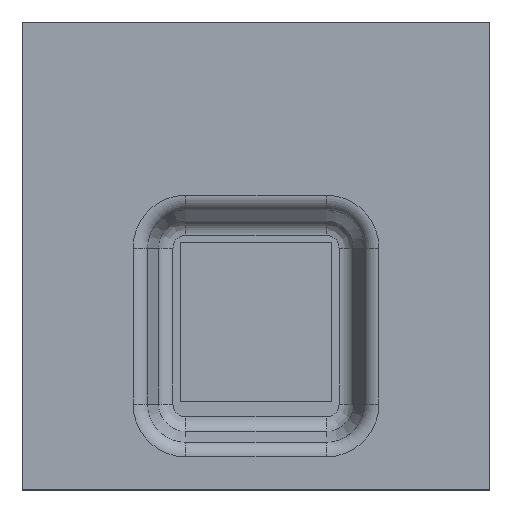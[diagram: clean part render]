
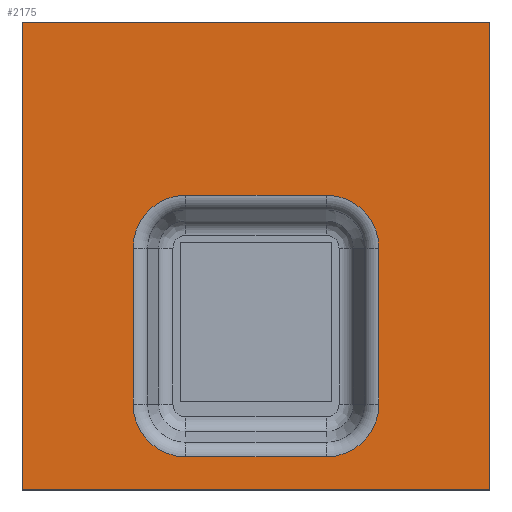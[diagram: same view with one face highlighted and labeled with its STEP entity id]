
A CAD part, top view. The second image highlights one B-rep face of the part: STEP entity #2175.
In plain terms, the highlighted face is planar.
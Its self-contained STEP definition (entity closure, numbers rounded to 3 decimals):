
#292=DIRECTION('',(0.,0.,1.));
#293=VECTOR('',#292,3.);
#294=CARTESIAN_POINT('',(-1.5,0.75,-1.5));
#295=LINE('',#294,#293);
#348=DIRECTION('',(-1.,0.,0.));
#349=VECTOR('',#348,3.);
#350=CARTESIAN_POINT('',(1.5,0.75,-1.5));
#351=LINE('',#350,#349);
#390=DIRECTION('',(0.,0.,-1.));
#391=VECTOR('',#390,3.);
#392=CARTESIAN_POINT('',(1.5,0.75,1.5));
#393=LINE('',#392,#391);
#425=DIRECTION('',(1.,0.,0.));
#426=VECTOR('',#425,3.);
#427=CARTESIAN_POINT('',(-1.5,0.75,1.5));
#428=LINE('',#427,#426);
#460=CARTESIAN_POINT('',(0.45,0.75,-0.05));
#461=DIRECTION('',(0.,1.,0.));
#462=DIRECTION('',(1.,0.,0.));
#463=AXIS2_PLACEMENT_3D('',#460,#461,#462);
#468=CARTESIAN_POINT('',(-0.45,0.75,-0.05));
#469=DIRECTION('',(0.,1.,0.));
#470=DIRECTION('',(0.,0.,-1.));
#471=AXIS2_PLACEMENT_3D('',#468,#469,#470);
#476=CARTESIAN_POINT('',(-0.45,0.75,0.95));
#477=DIRECTION('',(0.,1.,0.));
#478=DIRECTION('',(-1.,0.,0.));
#479=AXIS2_PLACEMENT_3D('',#476,#477,#478);
#484=CARTESIAN_POINT('',(0.45,0.75,0.95));
#485=DIRECTION('',(0.,1.,0.));
#486=DIRECTION('',(0.,0.,1.));
#487=AXIS2_PLACEMENT_3D('',#484,#485,#486);
#516=DIRECTION('',(0.,0.,1.));
#517=VECTOR('',#516,1.);
#518=CARTESIAN_POINT('',(0.789,0.75,-0.05));
#519=LINE('',#518,#517);
#554=DIRECTION('',(-1.,0.,0.));
#555=VECTOR('',#554,0.9);
#556=CARTESIAN_POINT('',(0.45,0.75,1.289));
#557=LINE('',#556,#555);
#592=DIRECTION('',(0.,0.,-1.));
#593=VECTOR('',#592,1.);
#594=CARTESIAN_POINT('',(-0.789,0.75,0.95));
#595=LINE('',#594,#593);
#630=DIRECTION('',(1.,0.,0.));
#631=VECTOR('',#630,0.9);
#632=CARTESIAN_POINT('',(-0.45,0.75,-0.389));
#633=LINE('',#632,#631);
#1710=CARTESIAN_POINT('',(-1.5,0.75,-1.5));
#1711=VERTEX_POINT('',#1710);
#1712=CARTESIAN_POINT('',(-1.5,0.75,1.5));
#1713=VERTEX_POINT('',#1712);
#1726=CARTESIAN_POINT('',(1.5,0.75,-1.5));
#1727=VERTEX_POINT('',#1726);
#1744=CARTESIAN_POINT('',(1.5,0.75,1.5));
#1745=VERTEX_POINT('',#1744);
#1774=CARTESIAN_POINT('',(0.789,0.75,-0.05));
#1775=CARTESIAN_POINT('',(0.45,0.75,-0.389));
#1776=VERTEX_POINT('',#1774);
#1777=VERTEX_POINT('',#1775);
#1778=CARTESIAN_POINT('',(-0.45,0.75,-0.389));
#1779=VERTEX_POINT('',#1778);
#1780=CARTESIAN_POINT('',(-0.789,0.75,-0.05));
#1781=VERTEX_POINT('',#1780);
#1782=CARTESIAN_POINT('',(-0.789,0.75,0.95));
#1783=VERTEX_POINT('',#1782);
#1784=CARTESIAN_POINT('',(-0.45,0.75,1.289));
#1785=VERTEX_POINT('',#1784);
#1786=CARTESIAN_POINT('',(0.45,0.75,1.289));
#1787=VERTEX_POINT('',#1786);
#1788=CARTESIAN_POINT('',(0.789,0.75,0.95));
#1789=VERTEX_POINT('',#1788);
#2146=CARTESIAN_POINT('',(0.,0.75,0.));
#2147=DIRECTION('',(0.,1.,0.));
#2148=DIRECTION('',(1.,0.,0.));
#2149=AXIS2_PLACEMENT_3D('',#2146,#2147,#2148);
#2150=PLANE('',#2149);
#2151=ORIENTED_EDGE('',*,*,#2016,.F.);
#2152=ORIENTED_EDGE('',*,*,#2052,.F.);
#2153=ORIENTED_EDGE('',*,*,#2086,.F.);
#2154=ORIENTED_EDGE('',*,*,#2120,.F.);
#2155=EDGE_LOOP('',(#2151,#2152,#2153,#2154));
#2156=FACE_OUTER_BOUND('',#2155,.F.);
#2158=ORIENTED_EDGE('',*,*,#2157,.T.);
#2160=ORIENTED_EDGE('',*,*,#2159,.F.);
#2162=ORIENTED_EDGE('',*,*,#2161,.T.);
#2164=ORIENTED_EDGE('',*,*,#2163,.F.);
#2166=ORIENTED_EDGE('',*,*,#2165,.T.);
#2168=ORIENTED_EDGE('',*,*,#2167,.F.);
#2170=ORIENTED_EDGE('',*,*,#2169,.T.);
#2172=ORIENTED_EDGE('',*,*,#2171,.F.);
#2173=EDGE_LOOP('',(#2158,#2160,#2162,#2164,#2166,#2168,#2170,#2172));
#2174=FACE_BOUND('',#2173,.F.);
#464=CIRCLE('',#463,0.339);
#472=CIRCLE('',#471,0.339);
#480=CIRCLE('',#479,0.339);
#488=CIRCLE('',#487,0.339);
#2016=EDGE_CURVE('',#1711,#1713,#295,.T.);
#2052=EDGE_CURVE('',#1727,#1711,#351,.T.);
#2086=EDGE_CURVE('',#1745,#1727,#393,.T.);
#2120=EDGE_CURVE('',#1713,#1745,#428,.T.);
#2157=EDGE_CURVE('',#1776,#1777,#464,.T.);
#2159=EDGE_CURVE('',#1779,#1777,#633,.T.);
#2161=EDGE_CURVE('',#1779,#1781,#472,.T.);
#2163=EDGE_CURVE('',#1783,#1781,#595,.T.);
#2165=EDGE_CURVE('',#1783,#1785,#480,.T.);
#2167=EDGE_CURVE('',#1787,#1785,#557,.T.);
#2169=EDGE_CURVE('',#1787,#1789,#488,.T.);
#2171=EDGE_CURVE('',#1776,#1789,#519,.T.);
#2175=ADVANCED_FACE('',(#2156,#2174),#2150,.T.);
